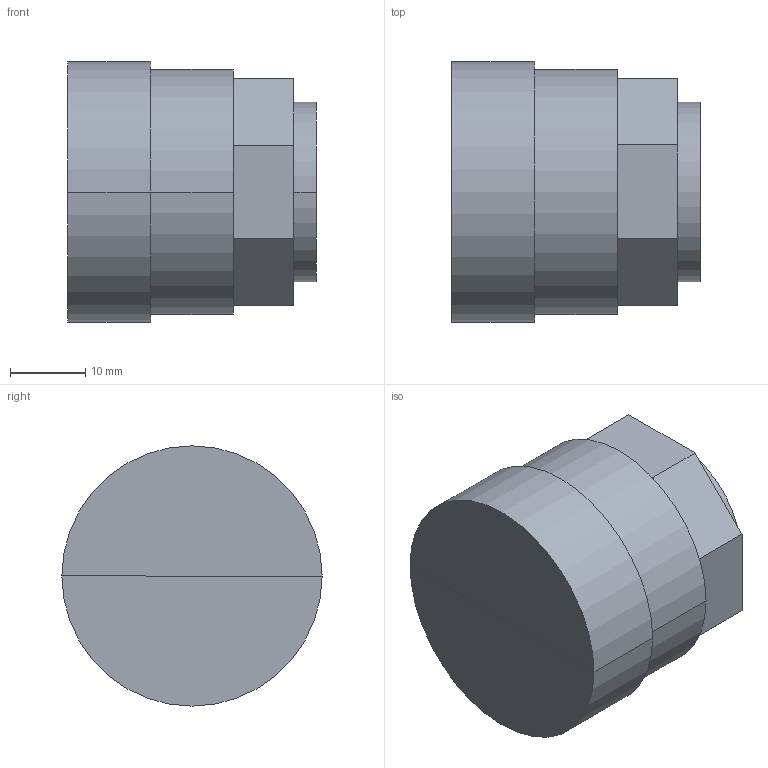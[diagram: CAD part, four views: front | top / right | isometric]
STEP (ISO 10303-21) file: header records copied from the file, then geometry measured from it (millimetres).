
FILE_DESCRIPTION(/* description */ (''),/* implementation_level */ '2;1');
FILE_NAME(/* name */ 'Plumbing_Joints_Aignep_Plug-90610-3DView-Preview',/* time_stamp */ '2025-08-20T22:12:41+03:00',/* author */ (''),/* organization */ (''),/* preprocessor_version */ 'ST-DEVELOPER v20',/* originating_system */ '',/* authorisation */ '');
FILE_SCHEMA (('AP242_MANAGED_MODEL_BASED_3D_ENGINEERING_MIM_LF { 1 0 10303 442 1 1 4 }'));
Length unit declared in the file: millimetre
Products named in the file (6): TopLevelAssembly; Revolve; Extrusion; Model Lines; Model Lines_1; Model Lines_2
Assembly tree (5 placements, depth 2):
  TopLevelAssembly
    Revolve
    Extrusion
    Model Lines
    Model Lines_1
    Model Lines_2
Bounding box: 33 x 34.5 x 34.5 mm (x, y, z)
Volume: 26707.4 mm3; surface area: 7585.3 mm2
Topology: 3 solids, 3 shells, 26 faces, 51 edges, 34 vertices
Faces by surface type: plane 20, cylinder 6
Entity records: 807 total; most frequent: DIRECTION 137, CARTESIAN_POINT 122, ORIENTED_EDGE 96, AXIS2_PLACEMENT_3D 49, EDGE_CURVE 48, LINE 39, VECTOR 39, VERTEX_POINT 28
